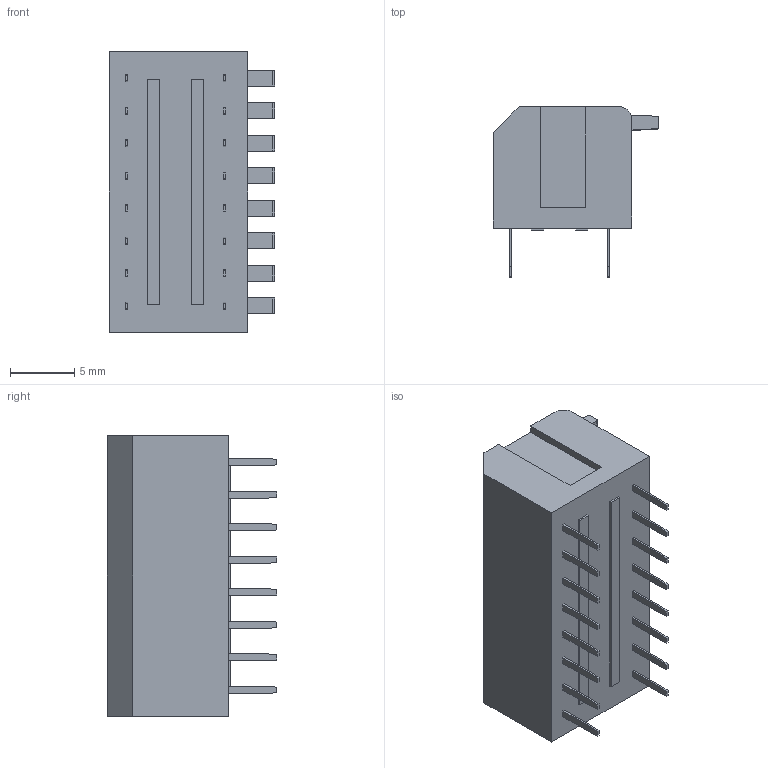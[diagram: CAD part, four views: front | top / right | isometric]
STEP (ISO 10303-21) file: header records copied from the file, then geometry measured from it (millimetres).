
FILE_DESCRIPTION(('FreeCAD Model'),'2;1');
FILE_NAME('Open CASCADE Shape Model','2024-03-01T12:05:55',(''),(''), 'Open CASCADE STEP processor 7.6','FreeCAD','Unknown');
FILE_SCHEMA(('AUTOMOTIVE_DESIGN { 1 0 10303 214 1 1 1 1 }'));
Length unit declared in the file: millimetre
Products named in the file (1): CUI_DEVICES_DS02C-254-1L-08BE
Bounding box: 12.88 x 13.26 x 21.89 mm (x, y, z)
Volume: 2123.7 mm3; surface area: 1483.3 mm2
Topology: 25 solids, 25 shells, 294 faces, 2178 edges, 6292 vertices
Faces by surface type: plane 260, cylinder 34
Entity records: 29365 total; most frequent: CARTESIAN_POINT 8765, DIRECTION 2972, LINE 1974, VECTOR 1974, GEOMETRIC_CURVE_SET 1453, ORIENTED_EDGE 1452, TRIMMED_CURVE 1452, PRESENTATION_STYLE_ASSIGNMENT 735
